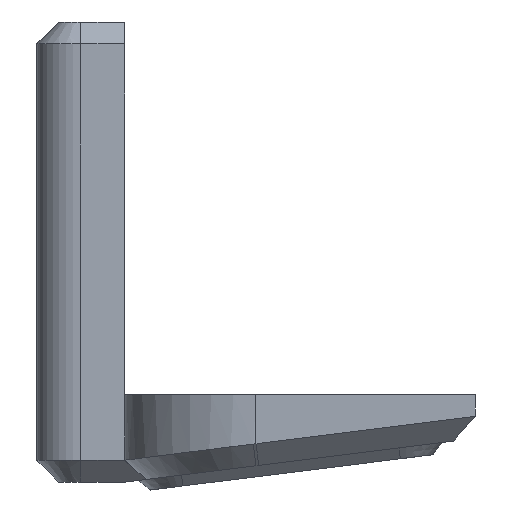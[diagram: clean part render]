
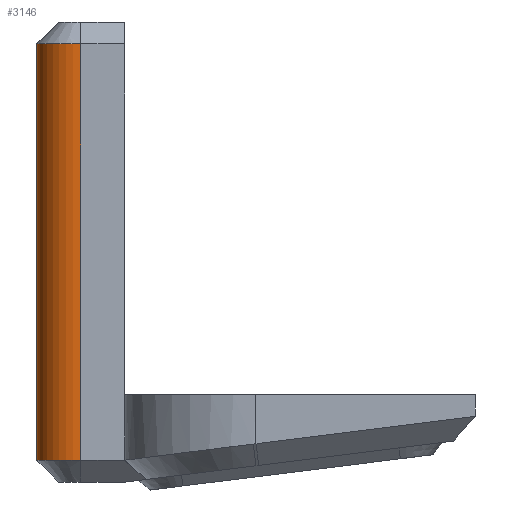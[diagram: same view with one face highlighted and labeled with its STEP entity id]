
A CAD part, left-side view. The second image highlights one B-rep face of the part: STEP entity #3146.
In plain terms, the highlighted cylindrical face has radius 2 mm (diameter 4 mm), a partial arc.
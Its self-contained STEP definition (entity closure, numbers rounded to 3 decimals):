
#267=LINE('',#4546,#601);
#495=LINE('',#5133,#829);
#601=VECTOR('',#3615,10.);
#829=VECTOR('',#4175,10.);
#893=CYLINDRICAL_SURFACE('',#3412,2.);
#1026=FACE_OUTER_BOUND('',#1205,.T.);
#1205=EDGE_LOOP('',(#2709,#2710,#2711,#2712));
#1346=CIRCLE('',#3410,2.);
#1347=CIRCLE('',#3413,2.);
#1426=VERTEX_POINT('',#4540);
#1427=VERTEX_POINT('',#4544);
#1619=VERTEX_POINT('',#5125);
#1620=VERTEX_POINT('',#5131);
#1734=EDGE_CURVE('',#1426,#1427,#267,.T.);
#2019=EDGE_CURVE('',#1426,#1619,#1346,.T.);
#2022=EDGE_CURVE('',#1620,#1427,#1347,.T.);
#2023=EDGE_CURVE('',#1620,#1619,#495,.T.);
#2709=ORIENTED_EDGE('',*,*,#2019,.F.);
#2710=ORIENTED_EDGE('',*,*,#1734,.T.);
#2711=ORIENTED_EDGE('',*,*,#2022,.F.);
#2712=ORIENTED_EDGE('',*,*,#2023,.T.);
#3146=ADVANCED_FACE('',(#1026),#893,.T.);
#3410=AXIS2_PLACEMENT_3D('',#5126,#4165,#4166);
#3412=AXIS2_PLACEMENT_3D('',#5130,#4171,#4172);
#3413=AXIS2_PLACEMENT_3D('',#5132,#4173,#4174);
#3615=DIRECTION('',(0.,0.,-1.));
#4165=DIRECTION('center_axis',(0.,0.,1.));
#4166=DIRECTION('ref_axis',(-0.707,0.707,0.));
#4171=DIRECTION('center_axis',(0.,0.,1.));
#4172=DIRECTION('ref_axis',(-0.707,0.707,0.));
#4173=DIRECTION('center_axis',(0.,0.,-1.));
#4174=DIRECTION('ref_axis',(-0.707,0.707,0.));
#4175=DIRECTION('',(0.,0.,1.));
#4540=CARTESIAN_POINT('',(-57.5,85.225,13.275));
#4544=CARTESIAN_POINT('',(-57.5,85.225,-5.725));
#4546=CARTESIAN_POINT('',(-57.5,85.225,-2.725));
#5125=CARTESIAN_POINT('',(-59.5,83.225,13.275));
#5126=CARTESIAN_POINT('Origin',(-57.5,83.225,13.275));
#5130=CARTESIAN_POINT('Origin',(-57.5,83.225,-2.725));
#5131=CARTESIAN_POINT('',(-59.5,83.225,-5.725));
#5132=CARTESIAN_POINT('Origin',(-57.5,83.225,-5.725));
#5133=CARTESIAN_POINT('',(-59.5,83.225,-2.725));
